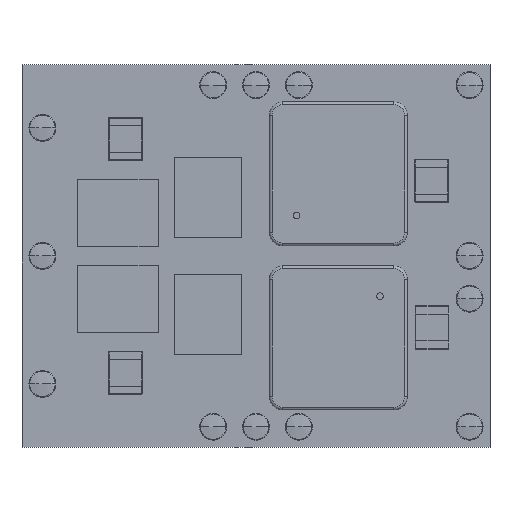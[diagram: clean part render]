
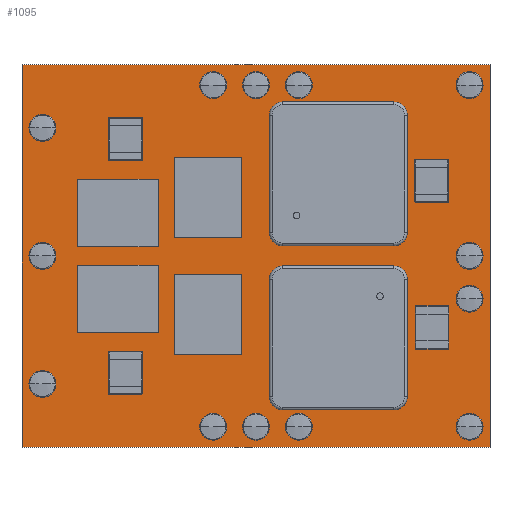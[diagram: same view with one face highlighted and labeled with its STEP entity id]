
A CAD part, top view. The second image highlights one B-rep face of the part: STEP entity #1095.
In plain terms, the highlighted face is planar.
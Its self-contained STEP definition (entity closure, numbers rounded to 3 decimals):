
#306=DIRECTION('',(1.,0.,0.));
#307=VECTOR('',#306,34.8);
#308=CARTESIAN_POINT('',(-17.4,0.81,14.225));
#309=LINE('',#308,#307);
#313=DIRECTION('',(0.,0.,1.));
#314=VECTOR('',#313,28.45);
#315=CARTESIAN_POINT('',(-17.4,0.81,-14.225));
#316=LINE('',#315,#314);
#320=DIRECTION('',(-1.,0.,0.));
#321=VECTOR('',#320,34.8);
#322=CARTESIAN_POINT('',(17.4,0.81,-14.225));
#323=LINE('',#322,#321);
#327=DIRECTION('',(0.,0.,-1.));
#328=VECTOR('',#327,28.45);
#329=CARTESIAN_POINT('',(17.4,0.81,14.225));
#330=LINE('',#329,#328);
#334=CARTESIAN_POINT('',(-15.88,0.81,-9.525));
#335=DIRECTION('',(0.,1.,0.));
#336=DIRECTION('',(1.,0.,0.));
#337=AXIS2_PLACEMENT_3D('',#334,#335,#336);
#342=CARTESIAN_POINT('',(-15.88,0.81,-9.525));
#343=DIRECTION('',(0.,1.,0.));
#344=DIRECTION('',(-1.,0.,0.));
#345=AXIS2_PLACEMENT_3D('',#342,#343,#344);
#350=CARTESIAN_POINT('',(-15.88,0.81,-0.005));
#351=DIRECTION('',(0.,1.,0.));
#352=DIRECTION('',(1.,0.,0.));
#353=AXIS2_PLACEMENT_3D('',#350,#351,#352);
#358=CARTESIAN_POINT('',(-15.88,0.81,-0.005));
#359=DIRECTION('',(0.,1.,0.));
#360=DIRECTION('',(-1.,0.,0.));
#361=AXIS2_PLACEMENT_3D('',#358,#359,#360);
#366=CARTESIAN_POINT('',(-15.88,0.81,9.515));
#367=DIRECTION('',(0.,1.,0.));
#368=DIRECTION('',(1.,0.,0.));
#369=AXIS2_PLACEMENT_3D('',#366,#367,#368);
#374=CARTESIAN_POINT('',(-15.88,0.81,9.515));
#375=DIRECTION('',(0.,1.,0.));
#376=DIRECTION('',(-1.,0.,0.));
#377=AXIS2_PLACEMENT_3D('',#374,#375,#376);
#382=CARTESIAN_POINT('',(-3.18,0.81,-12.705));
#383=DIRECTION('',(0.,1.,0.));
#384=DIRECTION('',(1.,0.,0.));
#385=AXIS2_PLACEMENT_3D('',#382,#383,#384);
#390=CARTESIAN_POINT('',(-3.18,0.81,-12.705));
#391=DIRECTION('',(0.,1.,0.));
#392=DIRECTION('',(-1.,0.,0.));
#393=AXIS2_PLACEMENT_3D('',#390,#391,#392);
#398=CARTESIAN_POINT('',(0.,0.81,-12.705));
#399=DIRECTION('',(0.,1.,0.));
#400=DIRECTION('',(1.,0.,0.));
#401=AXIS2_PLACEMENT_3D('',#398,#399,#400);
#406=CARTESIAN_POINT('',(0.,0.81,-12.705));
#407=DIRECTION('',(0.,1.,0.));
#408=DIRECTION('',(-1.,0.,0.));
#409=AXIS2_PLACEMENT_3D('',#406,#407,#408);
#414=CARTESIAN_POINT('',(3.18,0.81,-12.705));
#415=DIRECTION('',(0.,1.,0.));
#416=DIRECTION('',(1.,0.,0.));
#417=AXIS2_PLACEMENT_3D('',#414,#415,#416);
#422=CARTESIAN_POINT('',(3.18,0.81,-12.705));
#423=DIRECTION('',(0.,1.,0.));
#424=DIRECTION('',(-1.,0.,0.));
#425=AXIS2_PLACEMENT_3D('',#422,#423,#424);
#430=CARTESIAN_POINT('',(15.88,0.81,-12.705));
#431=DIRECTION('',(0.,1.,0.));
#432=DIRECTION('',(1.,0.,0.));
#433=AXIS2_PLACEMENT_3D('',#430,#431,#432);
#438=CARTESIAN_POINT('',(15.88,0.81,-12.705));
#439=DIRECTION('',(0.,1.,0.));
#440=DIRECTION('',(-1.,0.,0.));
#441=AXIS2_PLACEMENT_3D('',#438,#439,#440);
#446=CARTESIAN_POINT('',(15.88,0.81,-0.005));
#447=DIRECTION('',(0.,1.,0.));
#448=DIRECTION('',(1.,0.,0.));
#449=AXIS2_PLACEMENT_3D('',#446,#447,#448);
#454=CARTESIAN_POINT('',(15.88,0.81,-0.005));
#455=DIRECTION('',(0.,1.,0.));
#456=DIRECTION('',(-1.,0.,0.));
#457=AXIS2_PLACEMENT_3D('',#454,#455,#456);
#462=CARTESIAN_POINT('',(15.88,0.81,3.175));
#463=DIRECTION('',(0.,1.,0.));
#464=DIRECTION('',(1.,0.,0.));
#465=AXIS2_PLACEMENT_3D('',#462,#463,#464);
#470=CARTESIAN_POINT('',(15.88,0.81,3.175));
#471=DIRECTION('',(0.,1.,0.));
#472=DIRECTION('',(-1.,0.,0.));
#473=AXIS2_PLACEMENT_3D('',#470,#471,#472);
#478=CARTESIAN_POINT('',(15.88,0.81,12.695));
#479=DIRECTION('',(0.,1.,0.));
#480=DIRECTION('',(1.,0.,0.));
#481=AXIS2_PLACEMENT_3D('',#478,#479,#480);
#486=CARTESIAN_POINT('',(15.88,0.81,12.695));
#487=DIRECTION('',(0.,1.,0.));
#488=DIRECTION('',(-1.,0.,0.));
#489=AXIS2_PLACEMENT_3D('',#486,#487,#488);
#494=CARTESIAN_POINT('',(3.18,0.81,12.695));
#495=DIRECTION('',(0.,1.,0.));
#496=DIRECTION('',(1.,0.,0.));
#497=AXIS2_PLACEMENT_3D('',#494,#495,#496);
#502=CARTESIAN_POINT('',(3.18,0.81,12.695));
#503=DIRECTION('',(0.,1.,0.));
#504=DIRECTION('',(-1.,0.,0.));
#505=AXIS2_PLACEMENT_3D('',#502,#503,#504);
#510=CARTESIAN_POINT('',(0.,0.81,12.695));
#511=DIRECTION('',(0.,1.,0.));
#512=DIRECTION('',(1.,0.,0.));
#513=AXIS2_PLACEMENT_3D('',#510,#511,#512);
#518=CARTESIAN_POINT('',(0.,0.81,12.695));
#519=DIRECTION('',(0.,1.,0.));
#520=DIRECTION('',(-1.,0.,0.));
#521=AXIS2_PLACEMENT_3D('',#518,#519,#520);
#526=CARTESIAN_POINT('',(-3.18,0.81,12.695));
#527=DIRECTION('',(0.,1.,0.));
#528=DIRECTION('',(1.,0.,0.));
#529=AXIS2_PLACEMENT_3D('',#526,#527,#528);
#534=CARTESIAN_POINT('',(-3.18,0.81,12.695));
#535=DIRECTION('',(0.,1.,0.));
#536=DIRECTION('',(-1.,0.,0.));
#537=AXIS2_PLACEMENT_3D('',#534,#535,#536);
#732=CARTESIAN_POINT('',(-17.4,0.81,14.225));
#733=CARTESIAN_POINT('',(17.4,0.81,14.225));
#734=VERTEX_POINT('',#732);
#735=VERTEX_POINT('',#733);
#736=CARTESIAN_POINT('',(17.4,0.81,-14.225));
#737=VERTEX_POINT('',#736);
#738=CARTESIAN_POINT('',(-17.4,0.81,-14.225));
#739=VERTEX_POINT('',#738);
#792=CARTESIAN_POINT('',(-15.38,0.81,-9.525));
#793=CARTESIAN_POINT('',(-16.38,0.81,-9.525));
#794=VERTEX_POINT('',#792);
#795=VERTEX_POINT('',#793);
#796=CARTESIAN_POINT('',(-15.38,0.81,-0.005));
#797=CARTESIAN_POINT('',(-16.38,0.81,-0.005));
#798=VERTEX_POINT('',#796);
#799=VERTEX_POINT('',#797);
#800=CARTESIAN_POINT('',(-15.38,0.81,9.515));
#801=CARTESIAN_POINT('',(-16.38,0.81,9.515));
#802=VERTEX_POINT('',#800);
#803=VERTEX_POINT('',#801);
#804=CARTESIAN_POINT('',(-2.68,0.81,-12.705));
#805=CARTESIAN_POINT('',(-3.68,0.81,-12.705));
#806=VERTEX_POINT('',#804);
#807=VERTEX_POINT('',#805);
#808=CARTESIAN_POINT('',(0.5,0.81,-12.705));
#809=CARTESIAN_POINT('',(-0.5,0.81,-12.705));
#810=VERTEX_POINT('',#808);
#811=VERTEX_POINT('',#809);
#812=CARTESIAN_POINT('',(3.68,0.81,-12.705));
#813=CARTESIAN_POINT('',(2.68,0.81,-12.705));
#814=VERTEX_POINT('',#812);
#815=VERTEX_POINT('',#813);
#816=CARTESIAN_POINT('',(16.38,0.81,-12.705));
#817=CARTESIAN_POINT('',(15.38,0.81,-12.705));
#818=VERTEX_POINT('',#816);
#819=VERTEX_POINT('',#817);
#820=CARTESIAN_POINT('',(16.38,0.81,-0.005));
#821=CARTESIAN_POINT('',(15.38,0.81,-0.005));
#822=VERTEX_POINT('',#820);
#823=VERTEX_POINT('',#821);
#824=CARTESIAN_POINT('',(16.38,0.81,3.175));
#825=CARTESIAN_POINT('',(15.38,0.81,3.175));
#826=VERTEX_POINT('',#824);
#827=VERTEX_POINT('',#825);
#828=CARTESIAN_POINT('',(16.38,0.81,12.695));
#829=CARTESIAN_POINT('',(15.38,0.81,12.695));
#830=VERTEX_POINT('',#828);
#831=VERTEX_POINT('',#829);
#832=CARTESIAN_POINT('',(3.68,0.81,12.695));
#833=CARTESIAN_POINT('',(2.68,0.81,12.695));
#834=VERTEX_POINT('',#832);
#835=VERTEX_POINT('',#833);
#836=CARTESIAN_POINT('',(0.5,0.81,12.695));
#837=CARTESIAN_POINT('',(-0.5,0.81,12.695));
#838=VERTEX_POINT('',#836);
#839=VERTEX_POINT('',#837);
#840=CARTESIAN_POINT('',(-2.68,0.81,12.695));
#841=CARTESIAN_POINT('',(-3.68,0.81,12.695));
#842=VERTEX_POINT('',#840);
#843=VERTEX_POINT('',#841);
#1006=CARTESIAN_POINT('',(0.,0.81,0.));
#1007=DIRECTION('',(0.,1.,0.));
#1008=DIRECTION('',(1.,0.,0.));
#1009=AXIS2_PLACEMENT_3D('',#1006,#1007,#1008);
#1010=PLANE('',#1009);
#1011=ORIENTED_EDGE('',*,*,#958,.F.);
#1012=ORIENTED_EDGE('',*,*,#973,.F.);
#1013=ORIENTED_EDGE('',*,*,#987,.F.);
#1014=ORIENTED_EDGE('',*,*,#1000,.F.);
#1015=EDGE_LOOP('',(#1011,#1012,#1013,#1014));
#1016=FACE_OUTER_BOUND('',#1015,.F.);
#1018=ORIENTED_EDGE('',*,*,#1017,.T.);
#1020=ORIENTED_EDGE('',*,*,#1019,.T.);
#1021=EDGE_LOOP('',(#1018,#1020));
#1022=FACE_BOUND('',#1021,.F.);
#1024=ORIENTED_EDGE('',*,*,#1023,.T.);
#1026=ORIENTED_EDGE('',*,*,#1025,.T.);
#1027=EDGE_LOOP('',(#1024,#1026));
#1028=FACE_BOUND('',#1027,.F.);
#1030=ORIENTED_EDGE('',*,*,#1029,.T.);
#1032=ORIENTED_EDGE('',*,*,#1031,.T.);
#1033=EDGE_LOOP('',(#1030,#1032));
#1034=FACE_BOUND('',#1033,.F.);
#1036=ORIENTED_EDGE('',*,*,#1035,.T.);
#1038=ORIENTED_EDGE('',*,*,#1037,.T.);
#1039=EDGE_LOOP('',(#1036,#1038));
#1040=FACE_BOUND('',#1039,.F.);
#1042=ORIENTED_EDGE('',*,*,#1041,.T.);
#1044=ORIENTED_EDGE('',*,*,#1043,.T.);
#1045=EDGE_LOOP('',(#1042,#1044));
#1046=FACE_BOUND('',#1045,.F.);
#1048=ORIENTED_EDGE('',*,*,#1047,.T.);
#1050=ORIENTED_EDGE('',*,*,#1049,.T.);
#1051=EDGE_LOOP('',(#1048,#1050));
#1052=FACE_BOUND('',#1051,.F.);
#1054=ORIENTED_EDGE('',*,*,#1053,.T.);
#1056=ORIENTED_EDGE('',*,*,#1055,.T.);
#1057=EDGE_LOOP('',(#1054,#1056));
#1058=FACE_BOUND('',#1057,.F.);
#1060=ORIENTED_EDGE('',*,*,#1059,.T.);
#1062=ORIENTED_EDGE('',*,*,#1061,.T.);
#1063=EDGE_LOOP('',(#1060,#1062));
#1064=FACE_BOUND('',#1063,.F.);
#1066=ORIENTED_EDGE('',*,*,#1065,.T.);
#1068=ORIENTED_EDGE('',*,*,#1067,.T.);
#1069=EDGE_LOOP('',(#1066,#1068));
#1070=FACE_BOUND('',#1069,.F.);
#1072=ORIENTED_EDGE('',*,*,#1071,.T.);
#1074=ORIENTED_EDGE('',*,*,#1073,.T.);
#1075=EDGE_LOOP('',(#1072,#1074));
#1076=FACE_BOUND('',#1075,.F.);
#1078=ORIENTED_EDGE('',*,*,#1077,.T.);
#1080=ORIENTED_EDGE('',*,*,#1079,.T.);
#1081=EDGE_LOOP('',(#1078,#1080));
#1082=FACE_BOUND('',#1081,.F.);
#1084=ORIENTED_EDGE('',*,*,#1083,.T.);
#1086=ORIENTED_EDGE('',*,*,#1085,.T.);
#1087=EDGE_LOOP('',(#1084,#1086));
#1088=FACE_BOUND('',#1087,.F.);
#1090=ORIENTED_EDGE('',*,*,#1089,.T.);
#1092=ORIENTED_EDGE('',*,*,#1091,.T.);
#1093=EDGE_LOOP('',(#1090,#1092));
#1094=FACE_BOUND('',#1093,.F.);
#1095=ADVANCED_FACE('',(#1016,#1022,#1028,#1034,#1040,#1046,#1052,#1058,#1064,
#1070,#1076,#1082,#1088,#1094),#1010,.T.);
#338=CIRCLE('',#337,0.5);
#346=CIRCLE('',#345,0.5);
#354=CIRCLE('',#353,0.5);
#362=CIRCLE('',#361,0.5);
#370=CIRCLE('',#369,0.5);
#378=CIRCLE('',#377,0.5);
#386=CIRCLE('',#385,0.5);
#394=CIRCLE('',#393,0.5);
#402=CIRCLE('',#401,0.5);
#410=CIRCLE('',#409,0.5);
#418=CIRCLE('',#417,0.5);
#426=CIRCLE('',#425,0.5);
#434=CIRCLE('',#433,0.5);
#442=CIRCLE('',#441,0.5);
#450=CIRCLE('',#449,0.5);
#458=CIRCLE('',#457,0.5);
#466=CIRCLE('',#465,0.5);
#474=CIRCLE('',#473,0.5);
#482=CIRCLE('',#481,0.5);
#490=CIRCLE('',#489,0.5);
#498=CIRCLE('',#497,0.5);
#506=CIRCLE('',#505,0.5);
#514=CIRCLE('',#513,0.5);
#522=CIRCLE('',#521,0.5);
#530=CIRCLE('',#529,0.5);
#538=CIRCLE('',#537,0.5);
#958=EDGE_CURVE('',#734,#735,#309,.T.);
#973=EDGE_CURVE('',#739,#734,#316,.T.);
#987=EDGE_CURVE('',#737,#739,#323,.T.);
#1000=EDGE_CURVE('',#735,#737,#330,.T.);
#1017=EDGE_CURVE('',#794,#795,#338,.T.);
#1019=EDGE_CURVE('',#795,#794,#346,.T.);
#1023=EDGE_CURVE('',#798,#799,#354,.T.);
#1025=EDGE_CURVE('',#799,#798,#362,.T.);
#1029=EDGE_CURVE('',#802,#803,#370,.T.);
#1031=EDGE_CURVE('',#803,#802,#378,.T.);
#1035=EDGE_CURVE('',#806,#807,#386,.T.);
#1037=EDGE_CURVE('',#807,#806,#394,.T.);
#1041=EDGE_CURVE('',#810,#811,#402,.T.);
#1043=EDGE_CURVE('',#811,#810,#410,.T.);
#1047=EDGE_CURVE('',#814,#815,#418,.T.);
#1049=EDGE_CURVE('',#815,#814,#426,.T.);
#1053=EDGE_CURVE('',#818,#819,#434,.T.);
#1055=EDGE_CURVE('',#819,#818,#442,.T.);
#1059=EDGE_CURVE('',#822,#823,#450,.T.);
#1061=EDGE_CURVE('',#823,#822,#458,.T.);
#1065=EDGE_CURVE('',#826,#827,#466,.T.);
#1067=EDGE_CURVE('',#827,#826,#474,.T.);
#1071=EDGE_CURVE('',#830,#831,#482,.T.);
#1073=EDGE_CURVE('',#831,#830,#490,.T.);
#1077=EDGE_CURVE('',#834,#835,#498,.T.);
#1079=EDGE_CURVE('',#835,#834,#506,.T.);
#1083=EDGE_CURVE('',#838,#839,#514,.T.);
#1085=EDGE_CURVE('',#839,#838,#522,.T.);
#1089=EDGE_CURVE('',#842,#843,#530,.T.);
#1091=EDGE_CURVE('',#843,#842,#538,.T.);
